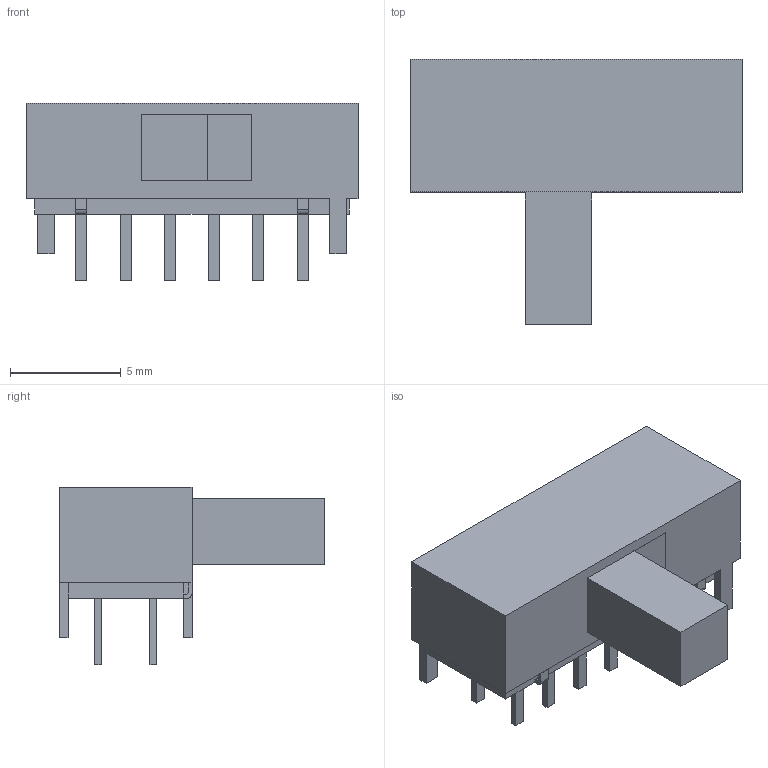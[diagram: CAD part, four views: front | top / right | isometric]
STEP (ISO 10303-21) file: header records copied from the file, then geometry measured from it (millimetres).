
FILE_DESCRIPTION (( 'STEP AP214' ), '1' );
FILE_NAME ('EG4208A.STEP', '2023-12-19T03:06:48', ( '' ), ( '' ), 'SwSTEP 2.0', 'SolidWorks 2023', '' );
FILE_SCHEMA (( 'AUTOMOTIVE_DESIGN' ));
Length unit declared in the file: millimetre
Products named in the file (1): EG4208A
Bounding box: 15 x 12 x 8 mm (x, y, z)
Volume: 499.9 mm3; surface area: 580.2 mm2
Topology: 6 solids, 6 shells, 151 faces, 374 edges, 248 vertices
Faces by surface type: plane 143, cylinder 8
Entity records: 5890 total; most frequent: CARTESIAN_POINT 774, ORIENTED_EDGE 748, DIRECTION 694, EDGE_CURVE 374, LINE 358, VECTOR 358, VERTEX_POINT 248, AXIS2_PLACEMENT_3D 168
